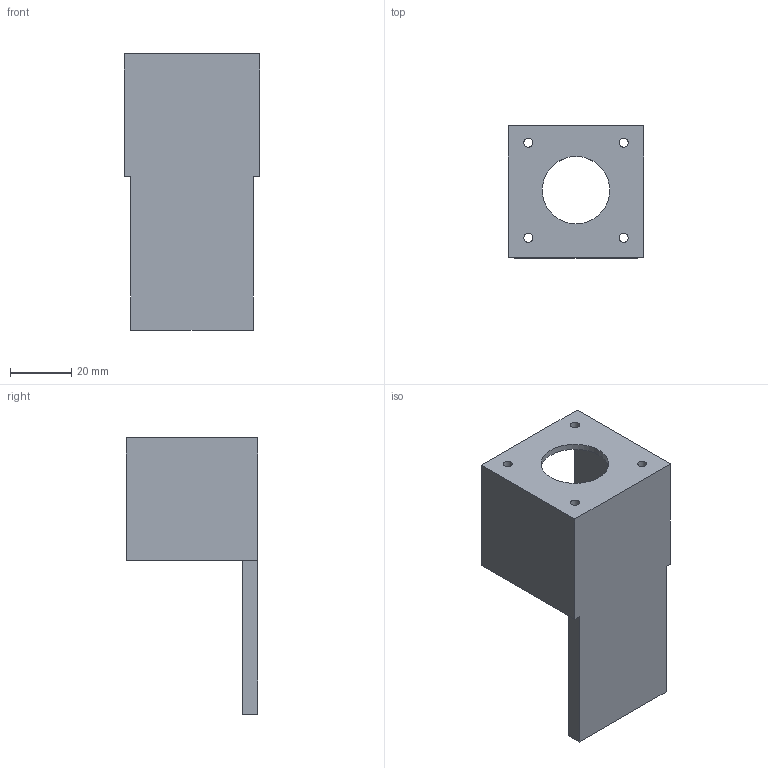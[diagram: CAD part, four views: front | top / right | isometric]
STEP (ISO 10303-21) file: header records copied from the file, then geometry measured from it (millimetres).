
FILE_DESCRIPTION(/* description */ (''),/* implementation_level */ '2;1');
FILE_NAME(/* name */ 'Motor Stand-V1.stp',/* time_stamp */ '2025-10-01T15:27:47-05:00',/* author */ ('yo'),/* organization */ (''),/* preprocessor_version */ 'ST-DEVELOPER v20',/* originating_system */ 'Autodesk Inventor 2025',/* authorisation */ '');
FILE_SCHEMA (('AUTOMOTIVE_DESIGN { 1 0 10303 214 3 1 1 }'));
Length unit declared in the file: millimetre
Products named in the file (1): Motor Stand
Bounding box: 44 x 43 x 90 mm (x, y, z)
Volume: 10729.1 mm3; surface area: 18833.4 mm2
Topology: 1 solids, 1 shells, 26 faces, 67 edges, 44 vertices
Faces by surface type: plane 21, cylinder 5
Full cylindrical faces by diameter (mm): 2.95 x4, 22 x1
Entity records: 848 total; most frequent: CARTESIAN_POINT 138, ORIENTED_EDGE 134, DIRECTION 131, EDGE_CURVE 67, LINE 57, VECTOR 57, VERTEX_POINT 44, EDGE_LOOP 37
